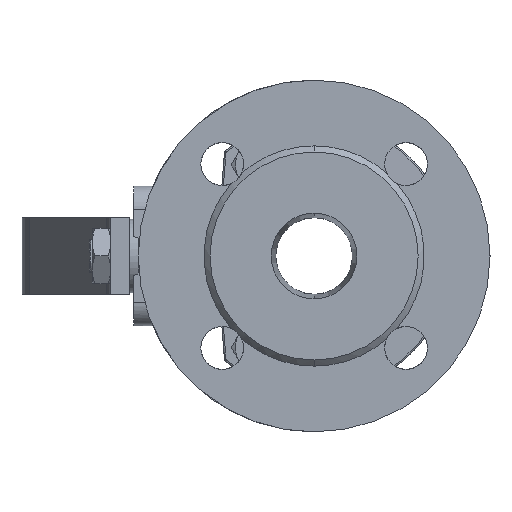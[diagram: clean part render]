
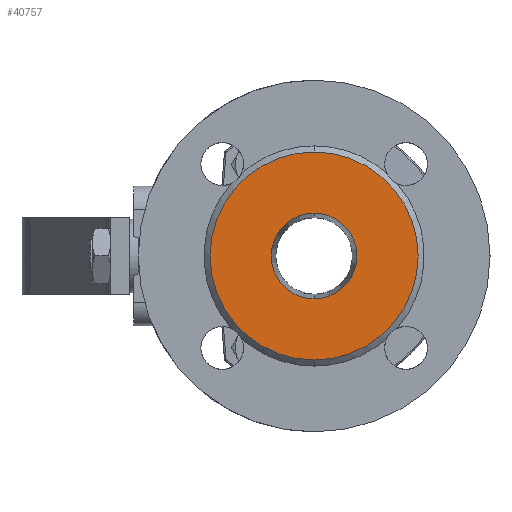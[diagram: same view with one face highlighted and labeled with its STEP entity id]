
A CAD part, left-side view. The second image highlights one B-rep face of the part: STEP entity #40757.
In plain terms, the highlighted planar face has unit normal (-1, 0, 0).
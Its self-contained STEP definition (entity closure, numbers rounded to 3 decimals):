
#5797 = DIRECTION ( 'NONE',  ( 0., 0., -1. ) ) ;
#5799 = DIRECTION ( 'NONE',  ( 1., 0., 0. ) ) ;
#5801 = CARTESIAN_POINT ( 'NONE',  ( -75., 34., 0. ) ) ;
#5804 = AXIS2_PLACEMENT_3D ( 'NONE', #5801, #5799, #5797 ) ;
#5807 = PLANE ( 'NONE',  #5804 ) ;
#5811 = FACE_OUTER_BOUND ( 'NONE', #40797, .T. ) ;
#5812 = FACE_BOUND ( 'NONE', #40758, .T. ) ;
#6262 = DIRECTION ( 'NONE',  ( 0., 0., -1. ) ) ;
#6265 = DIRECTION ( 'NONE',  ( 1., 0., 0. ) ) ;
#6266 = AXIS2_PLACEMENT_3D ( 'NONE', #6276, #6265, #6262 ) ;
#6267 = CIRCLE ( 'NONE', #6266, 14. ) ;
#6276 = CARTESIAN_POINT ( 'NONE',  ( -75., 0., 0. ) ) ;
#6643 = DIRECTION ( 'NONE',  ( 0., 0., -1. ) ) ;
#6644 = DIRECTION ( 'NONE',  ( 1., 0., 0. ) ) ;
#6645 = AXIS2_PLACEMENT_3D ( 'NONE', #6876, #6644, #6643 ) ;
#6646 = CIRCLE ( 'NONE', #6645, 34. ) ;
#6876 = CARTESIAN_POINT ( 'NONE',  ( -75., 0., 0. ) ) ;
#17233 = CARTESIAN_POINT ( 'NONE',  ( -75., 0., 34. ) ) ;
#17234 = CARTESIAN_POINT ( 'NONE',  ( -75., 0., -34. ) ) ;
#17235 = DIRECTION ( 'NONE',  ( 0., 0., -1. ) ) ;
#17236 = DIRECTION ( 'NONE',  ( 1., 0., 0. ) ) ;
#17237 = CARTESIAN_POINT ( 'NONE',  ( -75., 0., 0. ) ) ;
#17238 = AXIS2_PLACEMENT_3D ( 'NONE', #17237, #17236, #17235 ) ;
#17244 = CIRCLE ( 'NONE', #17238, 34. ) ;
#17461 = DIRECTION ( 'NONE',  ( 1., 0., 0. ) ) ;
#17462 = CARTESIAN_POINT ( 'NONE',  ( -75., 0., 0. ) ) ;
#17463 = AXIS2_PLACEMENT_3D ( 'NONE', #17462, #17461, #17865 ) ;
#17464 = CIRCLE ( 'NONE', #17463, 14. ) ;
#17466 = CARTESIAN_POINT ( 'NONE',  ( -75., 0., -14. ) ) ;
#17785 = CARTESIAN_POINT ( 'NONE',  ( -75., 0., 14. ) ) ;
#17865 = DIRECTION ( 'NONE',  ( 0., 0., -1. ) ) ;
#40757 = ADVANCED_FACE ( 'NONE', ( #5812, #5811 ), #5807, .F. ) ;
#40758 = EDGE_LOOP ( 'NONE', ( #40794, #40795 ) ) ;
#40794 = ORIENTED_EDGE ( 'NONE', *, *, #42758, .T. ) ;
#40795 = ORIENTED_EDGE ( 'NONE', *, *, #40796, .T. ) ;
#40796 = EDGE_CURVE ( 'NONE', #42756, #42759, #6267, .T. ) ;
#40797 = EDGE_LOOP ( 'NONE', ( #40802, #40803 ) ) ;
#40802 = ORIENTED_EDGE ( 'NONE', *, *, #42670, .F. ) ;
#40803 = ORIENTED_EDGE ( 'NONE', *, *, #40880, .F. ) ;
#40880 = EDGE_CURVE ( 'NONE', #42672, #42671, #6646, .T. ) ;
#42670 = EDGE_CURVE ( 'NONE', #42671, #42672, #17244, .T. ) ;
#42671 = VERTEX_POINT ( 'NONE', #17234 ) ;
#42672 = VERTEX_POINT ( 'NONE', #17233 ) ;
#42756 = VERTEX_POINT ( 'NONE', #17466 ) ;
#42758 = EDGE_CURVE ( 'NONE', #42759, #42756, #17464, .T. ) ;
#42759 = VERTEX_POINT ( 'NONE', #17785 ) ;
